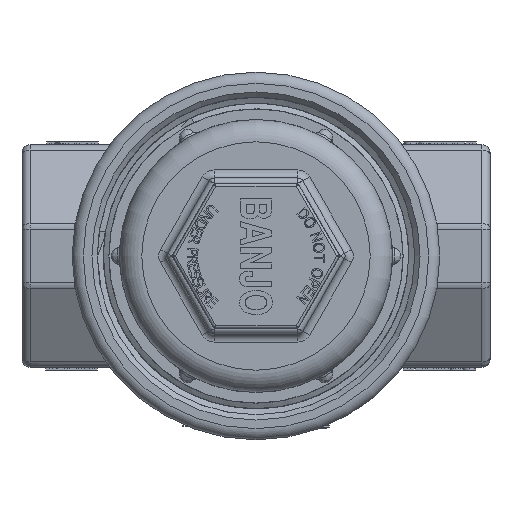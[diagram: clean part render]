
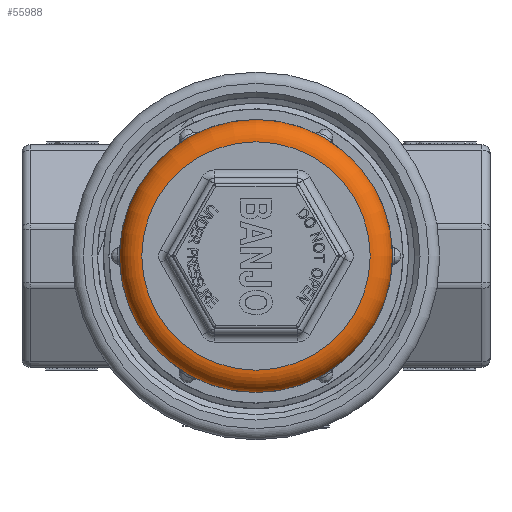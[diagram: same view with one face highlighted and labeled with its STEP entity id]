
A CAD part, front view. The second image highlights one B-rep face of the part: STEP entity #55988.
In plain terms, the highlighted toroidal (fillet/blend) face has major radius 32.544 mm and minor radius 6.35 mm.
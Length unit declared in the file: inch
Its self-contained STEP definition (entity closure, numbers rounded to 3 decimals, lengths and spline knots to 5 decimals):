
#171=TOROIDAL_SURFACE('',#59229,1.28125,0.25);
#4018=CIRCLE('',#59093,1.28125);
#4019=CIRCLE('',#59094,1.28125);
#4081=CIRCLE('',#59201,1.53125);
#4082=CIRCLE('',#59202,1.53125);
#4083=CIRCLE('',#59203,1.53125);
#4097=CIRCLE('',#59230,0.25);
#6263=FACE_OUTER_BOUND('',#9489,.T.);
#9489=EDGE_LOOP('',(#42148,#42149,#42150,#42151,#42152,#42153,#42154));
#23794=VERTEX_POINT('',#85936);
#23795=VERTEX_POINT('',#85937);
#23858=VERTEX_POINT('',#87970);
#23859=VERTEX_POINT('',#87972);
#23860=VERTEX_POINT('',#87974);
#30317=EDGE_CURVE('',#23794,#23795,#4018,.T.);
#30318=EDGE_CURVE('',#23795,#23794,#4019,.T.);
#30439=EDGE_CURVE('',#23858,#23859,#4081,.T.);
#30440=EDGE_CURVE('',#23859,#23860,#4082,.T.);
#30441=EDGE_CURVE('',#23860,#23858,#4083,.T.);
#30492=EDGE_CURVE('',#23859,#23795,#4097,.T.);
#42148=ORIENTED_EDGE('',*,*,#30441,.F.);
#42149=ORIENTED_EDGE('',*,*,#30440,.F.);
#42150=ORIENTED_EDGE('',*,*,#30492,.T.);
#42151=ORIENTED_EDGE('',*,*,#30318,.T.);
#42152=ORIENTED_EDGE('',*,*,#30317,.T.);
#42153=ORIENTED_EDGE('',*,*,#30492,.F.);
#42154=ORIENTED_EDGE('',*,*,#30439,.F.);
#55988=ADVANCED_FACE('',(#6263),#171,.T.);
#59093=AXIS2_PLACEMENT_3D('',#85938,#65379,#65380);
#59094=AXIS2_PLACEMENT_3D('',#85939,#65381,#65382);
#59201=AXIS2_PLACEMENT_3D('',#87973,#65637,#65638);
#59202=AXIS2_PLACEMENT_3D('',#87975,#65639,#65640);
#59203=AXIS2_PLACEMENT_3D('',#87976,#65641,#65642);
#59229=AXIS2_PLACEMENT_3D('',#90877,#65698,#65699);
#59230=AXIS2_PLACEMENT_3D('',#90878,#65700,#65701);
#65379=DIRECTION('center_axis',(0.,1.,0.));
#65380=DIRECTION('ref_axis',(-1.,0.,0.));
#65381=DIRECTION('center_axis',(0.,1.,0.));
#65382=DIRECTION('ref_axis',(-1.,0.,0.));
#65637=DIRECTION('center_axis',(0.,1.,0.));
#65638=DIRECTION('ref_axis',(-1.,0.,0.));
#65639=DIRECTION('center_axis',(0.,1.,0.));
#65640=DIRECTION('ref_axis',(-1.,0.,0.));
#65641=DIRECTION('center_axis',(0.,1.,0.));
#65642=DIRECTION('ref_axis',(-1.,0.,0.));
#65698=DIRECTION('center_axis',(0.,1.,0.));
#65699=DIRECTION('ref_axis',(0.,0.,1.));
#65700=DIRECTION('center_axis',(-1.,0.,0.));
#65701=DIRECTION('ref_axis',(0.,0.,-1.));
#85936=CARTESIAN_POINT('',(-1.28125,-6.785,0.));
#85937=CARTESIAN_POINT('',(0.,-6.785,-1.28125));
#85938=CARTESIAN_POINT('Origin',(0.,-6.785,0.));
#85939=CARTESIAN_POINT('Origin',(0.,-6.785,0.));
#87970=CARTESIAN_POINT('',(1.53125,-6.535,0.));
#87972=CARTESIAN_POINT('',(0.,-6.535,-1.53125));
#87973=CARTESIAN_POINT('Origin',(0.,-6.535,0.));
#87974=CARTESIAN_POINT('',(-1.53125,-6.535,0.));
#87975=CARTESIAN_POINT('Origin',(0.,-6.535,0.));
#87976=CARTESIAN_POINT('Origin',(0.,-6.535,0.));
#90877=CARTESIAN_POINT('Origin',(0.,-6.535,0.));
#90878=CARTESIAN_POINT('Origin',(0.,-6.535,-1.28125));
